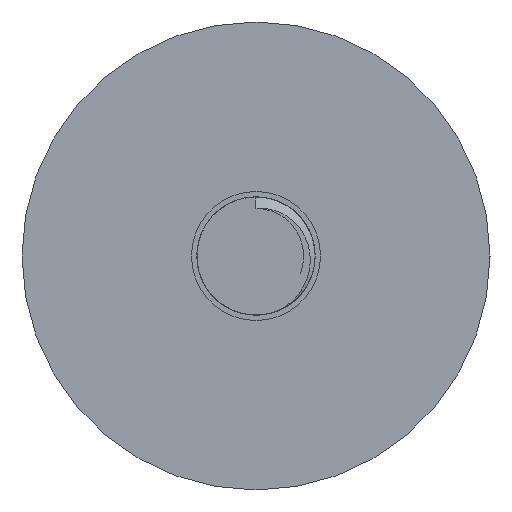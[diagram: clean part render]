
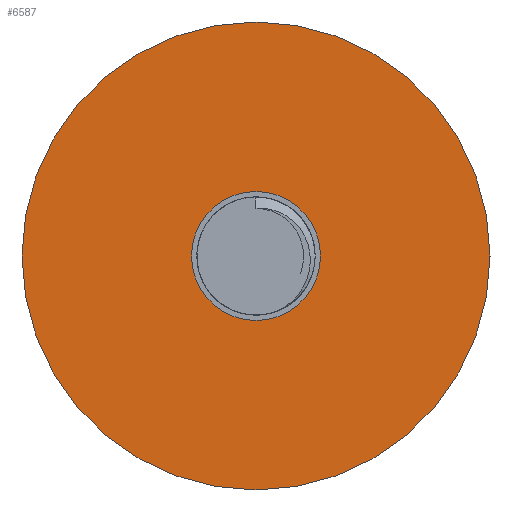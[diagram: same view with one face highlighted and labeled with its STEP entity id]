
A CAD part, left-side view. The second image highlights one B-rep face of the part: STEP entity #6587.
In plain terms, the highlighted planar face has unit normal (-1, 0, 0).
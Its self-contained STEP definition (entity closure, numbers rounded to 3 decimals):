
#2226=CARTESIAN_POINT('',(-8.7,0.,0.));
#2227=DIRECTION('',(1.,0.,0.));
#2228=DIRECTION('',(0.,-1.,0.));
#2229=AXIS2_PLACEMENT_3D('',#2226,#2227,#2228);
#2231=CARTESIAN_POINT('',(-8.7,0.,0.));
#2232=DIRECTION('',(1.,0.,0.));
#2233=DIRECTION('',(0.,1.,0.));
#2234=AXIS2_PLACEMENT_3D('',#2231,#2232,#2233);
#2236=CARTESIAN_POINT('',(-8.7,0.,0.));
#2237=DIRECTION('',(1.,0.,0.));
#2238=DIRECTION('',(0.,-1.,0.));
#2239=AXIS2_PLACEMENT_3D('',#2236,#2237,#2238);
#2241=CARTESIAN_POINT('',(-8.7,0.,0.));
#2242=DIRECTION('',(1.,0.,0.));
#2243=DIRECTION('',(0.,1.,0.));
#2244=AXIS2_PLACEMENT_3D('',#2241,#2242,#2243);
#4777=CARTESIAN_POINT('',(-8.7,-5.9,0.));
#4778=CARTESIAN_POINT('',(-8.7,5.9,0.));
#4779=VERTEX_POINT('',#4777);
#4780=VERTEX_POINT('',#4778);
#4793=CARTESIAN_POINT('',(-8.7,-1.625,0.));
#4794=CARTESIAN_POINT('',(-8.7,1.625,0.));
#4795=VERTEX_POINT('',#4793);
#4796=VERTEX_POINT('',#4794);
#6571=CARTESIAN_POINT('',(-8.7,0.,0.));
#6572=DIRECTION('',(1.,0.,0.));
#6573=DIRECTION('',(0.,-1.,0.));
#6574=AXIS2_PLACEMENT_3D('',#6571,#6572,#6573);
#6575=PLANE('',#6574);
#6577=ORIENTED_EDGE('',*,*,#6576,.T.);
#6579=ORIENTED_EDGE('',*,*,#6578,.T.);
#6580=EDGE_LOOP('',(#6577,#6579));
#6581=FACE_OUTER_BOUND('',#6580,.F.);
#6582=ORIENTED_EDGE('',*,*,#6545,.F.);
#6584=ORIENTED_EDGE('',*,*,#6583,.F.);
#6585=EDGE_LOOP('',(#6582,#6584));
#6586=FACE_BOUND('',#6585,.F.);
#2230=CIRCLE('',#2229,5.9);
#2235=CIRCLE('',#2234,5.9);
#2240=CIRCLE('',#2239,1.625);
#2245=CIRCLE('',#2244,1.625);
#6545=EDGE_CURVE('',#4795,#4796,#2240,.T.);
#6576=EDGE_CURVE('',#4779,#4780,#2230,.T.);
#6578=EDGE_CURVE('',#4780,#4779,#2235,.T.);
#6583=EDGE_CURVE('',#4796,#4795,#2245,.T.);
#6587=ADVANCED_FACE('',(#6581,#6586),#6575,.F.);
